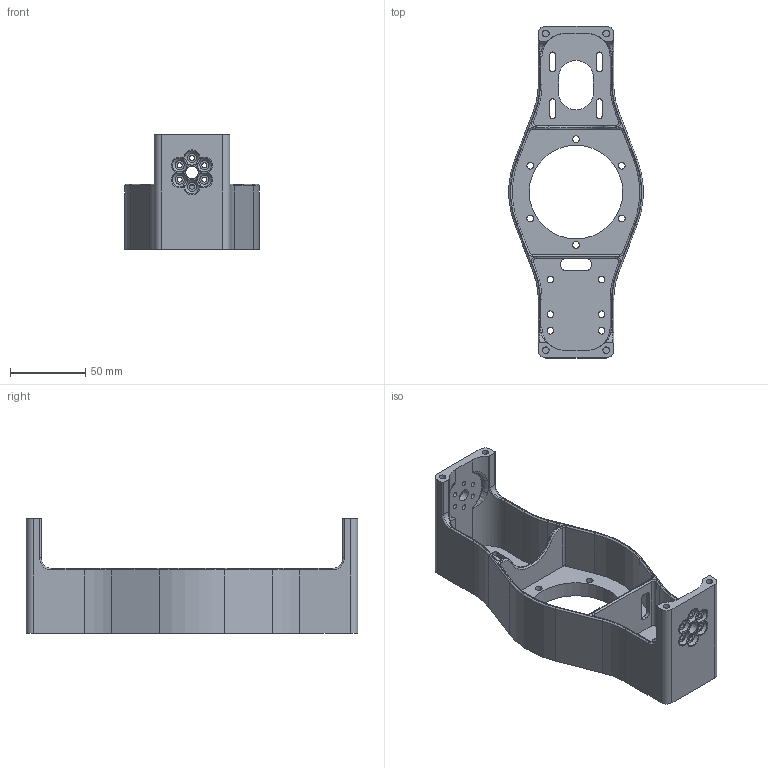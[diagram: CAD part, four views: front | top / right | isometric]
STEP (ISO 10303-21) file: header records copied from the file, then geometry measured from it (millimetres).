
FILE_DESCRIPTION(/* description */ (''),/* implementation_level */ '2;1');
FILE_NAME(/* name */ 'V_axis_carriage_6_bolt_v1.step',/* time_stamp */ '2022-10-31T17:58:18-04:00',/* author */ (''),/* organization */ (''),/* preprocessor_version */ 'ST-DEVELOPER v19',/* originating_system */ 'Autodesk Translation Framework v11.7.0.108',/* authorisation */ '');
FILE_SCHEMA (('AUTOMOTIVE_DESIGN { 1 0 10303 214 3 1 1 }'));
Length unit declared in the file: millimetre
Products named in the file (1): v-carriage-6-bolt
Bounding box: 89 x 220 x 76 mm (x, y, z)
Volume: 157271.2 mm3; surface area: 80016.2 mm2
Topology: 1 solids, 1 shells, 330 faces, 821 edges, 490 vertices
Faces by surface type: cylinder 116, plane 78, torus 62, bspline 38, sphere 24, cone 12
Full cylindrical faces by diameter (mm): 3.3 x12, 4.4 x10, 4.5 x6, 8.2 x2, 62 x1
Entity records: 12093 total; most frequent: CARTESIAN_POINT 4038, DIRECTION 1769, ORIENTED_EDGE 1626, EDGE_CURVE 813, AXIS2_PLACEMENT_3D 731, VERTEX_POINT 490, CIRCLE 430, EDGE_LOOP 405
